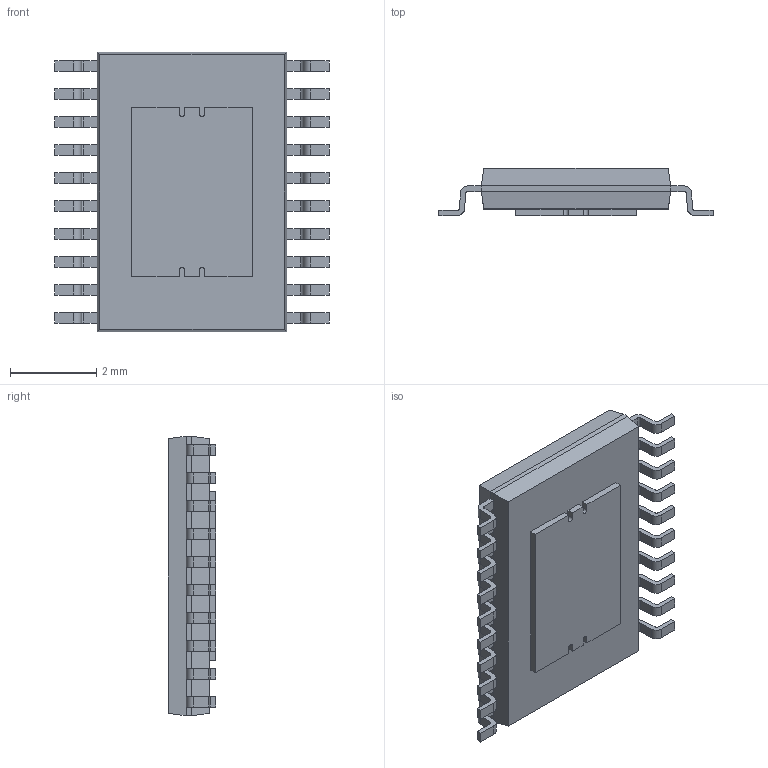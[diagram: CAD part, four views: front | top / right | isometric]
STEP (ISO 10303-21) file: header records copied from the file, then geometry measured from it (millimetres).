
FILE_DESCRIPTION (( 'STEP AP214' ), '1' );
FILE_NAME ('21-0108&U20E+6&20.STEP', '2024-05-10T04:09:50', ( '' ), ( '' ), 'SwSTEP 2.0', 'SolidWorks 2021', '' );
FILE_SCHEMA (( 'AUTOMOTIVE_DESIGN' ));
Length unit declared in the file: millimetre
Products named in the file (1): 21-0108&U20E+6&20
Bounding box: 6.38 x 1.1 x 6.5 mm (x, y, z)
Volume: 29.1 mm3; surface area: 123.8 mm2
Topology: 23 solids, 23 shells, 325 faces, 826 edges, 548 vertices
Faces by surface type: plane 235, cylinder 90
Entity records: 9988 total; most frequent: CARTESIAN_POINT 1700, DIRECTION 1658, ORIENTED_EDGE 1652, EDGE_CURVE 826, LINE 646, VECTOR 646, VERTEX_POINT 548, AXIS2_PLACEMENT_3D 506
